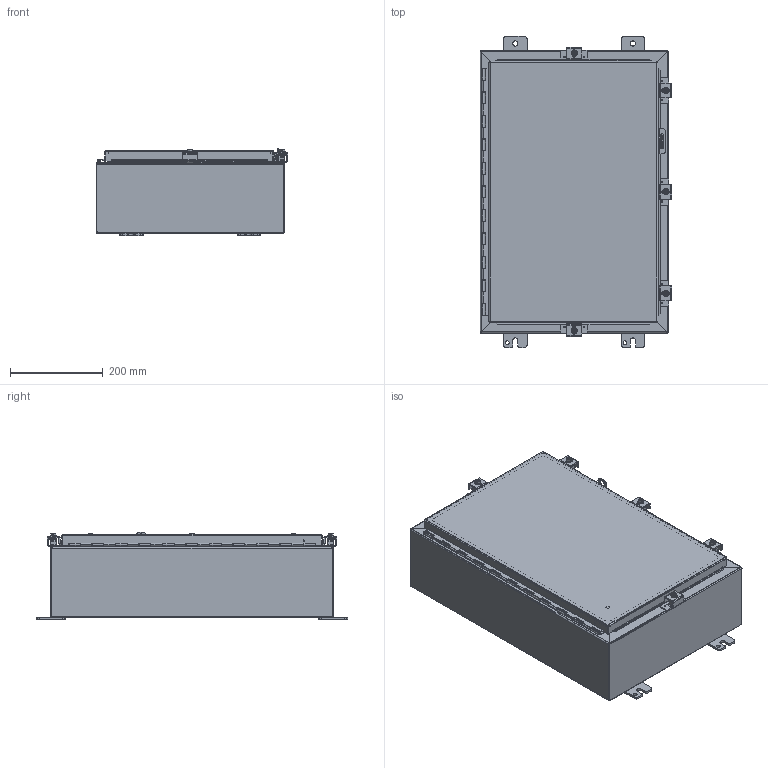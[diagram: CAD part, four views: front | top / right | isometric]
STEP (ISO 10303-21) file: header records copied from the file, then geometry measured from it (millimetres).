
FILE_DESCRIPTION (( 'STEP AP214' ), '1' );
FILE_NAME ('N4241606.STEP', '2016-02-04T13:30:37', ( '' ), ( '' ), 'SwSTEP 2.0', 'SolidWorks 2014', '' );
FILE_SCHEMA (( 'AUTOMOTIVE_DESIGN' ));
Length unit declared in the file: inch
Products named in the file (19): HFW30825-2_1; 30824-1_1; 388116_1; 328105_1; 328105P-1_1; 328105L_1; 328105T_1; N42416LID_1; 38846_1; 22x14_1; 32911_1; N4241606BKP_1; 38420_1; 34840_1; N4241606; 30817_1; 30824_1; HFW30825-4_1; HFW30825-3_1
Assembly tree (32 placements, depth 3):
  N4241606
    34840_1  x4
    38420_1
    N4241606BKP_1
    32911_1
    22x14_1
    38846_1
    N42416LID_1
    328105_1
      328105T_1
      328105L_1
      328105P-1_1
    388116_1  x4
    30824_1  x5
      30824-1_1
      HFW30825-2_1
      HFW30825-3_1
      HFW30825-4_1
    30817_1  x5
Bounding box: 414.29 x 673.1 x 188.22 mm (x, y, z)
Volume: 1987401.1 mm3; surface area: 2027231.9 mm2
Topology: 42 solids, 42 shells, 1854 faces, 4748 edges, 3052 vertices
Faces by surface type: cylinder 833, plane 722, bspline 157, torus 80, cone 32, sphere 30
Entity records: 45676 total; most frequent: CARTESIAN_POINT 11534, DIRECTION 5282, ORIENTED_EDGE 5104, EDGE_CURVE 2552, AXIS2_PLACEMENT_3D 1918, VERTEX_POINT 1634, LINE 1446, VECTOR 1446
